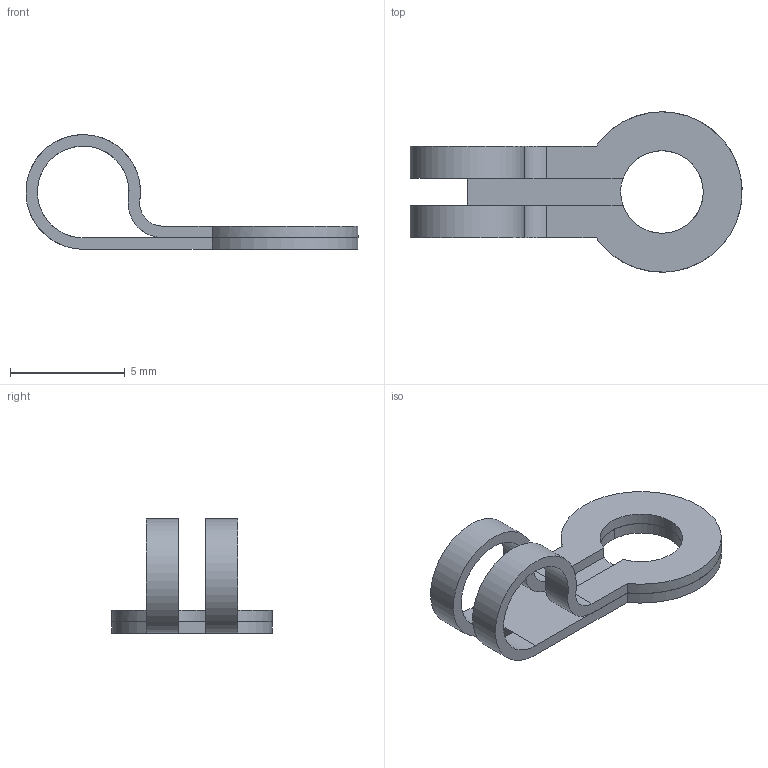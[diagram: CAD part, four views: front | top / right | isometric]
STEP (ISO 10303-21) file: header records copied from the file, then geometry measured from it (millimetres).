
FILE_DESCRIPTION((''),'2;1');
FILE_NAME('','2005-12-14T14:30:38',(''),(''),'','CADfix','');
FILE_SCHEMA(('AUTOMOTIVE_DESIGN'));
Length unit declared in the file: millimetre
Products named in the file (1): terminal
Bounding box: 14.49 x 7 x 5 mm (x, y, z)
Volume: 58.5 mm3; surface area: 300.3 mm2
Topology: 1 solids, 1 shells, 22 faces, 66 edges, 44 vertices
Faces by surface type: bspline 22
Entity records: 876 total; most frequent: CARTESIAN_POINT 497, ORIENTED_EDGE 132, EDGE_CURVE 66, VERTEX_POINT 44, QUASI_UNIFORM_CURVE 36, EDGE_LOOP 24, FACE_OUTER_BOUND 22, ADVANCED_FACE 22
